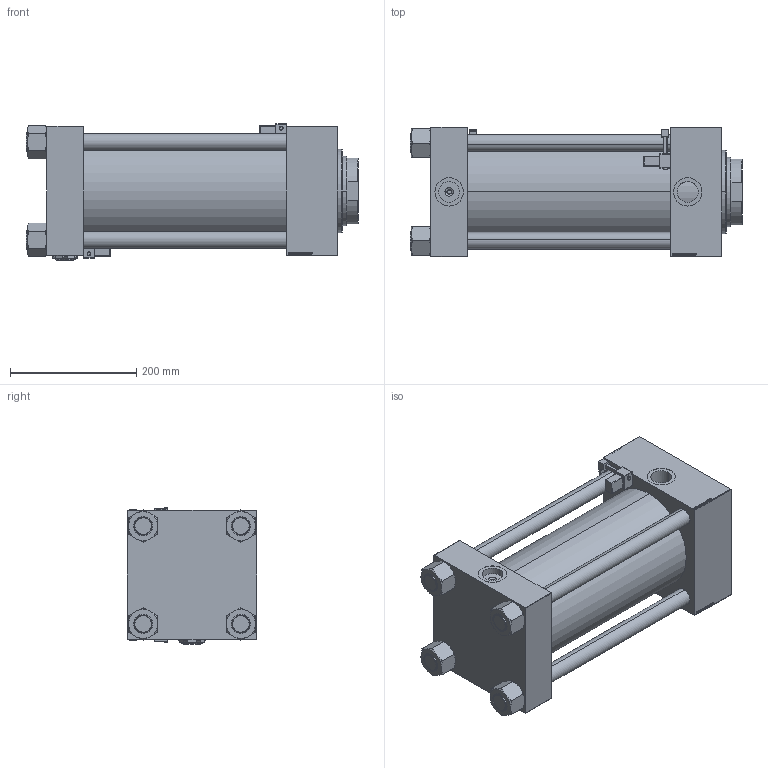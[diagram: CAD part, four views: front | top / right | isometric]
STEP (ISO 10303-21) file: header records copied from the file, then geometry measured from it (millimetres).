
FILE_DESCRIPTION (( 'STEP AP203' ), '1' );
FILE_NAME ('4ed0.STEP', '2022-04-15T22:49:14', ( '' ), ( '' ), 'SwSTEP 2.0', 'SolidWorks 2019', '' );
FILE_SCHEMA (( 'CONFIG_CONTROL_DESIGN' ));
Length unit declared in the file: millimetre
Products named in the file (8): Zatka_pro_OIL_PORT 3e70693a1f8cabd65a1290c9f0f28ca2; V215_VC_A 3e70693a1f8cabd65a1290c9f0f28ca2; V215CR_VCP_C 3e70693a1f8cabd65a1290c9f0f28ca2; NUT_M5_C 3e70693a1f8cabd65a1290c9f0f28ca2; V215CR_C_TYCINKA 3e70693a1f8cabd65a1290c9f0f28ca2; V215CR_MSU 3e70693a1f8cabd65a1290c9f0f28ca2; V215CR_C_Body 3e70693a1f8cabd65a1290c9f0f28ca2; 4ed0
Assembly tree (14 placements, depth 2):
  4ed0
    V215CR_C_Body 3e70693a1f8cabd65a1290c9f0f28ca2
    V215CR_VCP_C 3e70693a1f8cabd65a1290c9f0f28ca2
    NUT_M5_C 3e70693a1f8cabd65a1290c9f0f28ca2  x4
    V215CR_C_TYCINKA 3e70693a1f8cabd65a1290c9f0f28ca2  x4
    V215_VC_A 3e70693a1f8cabd65a1290c9f0f28ca2
    V215CR_MSU 3e70693a1f8cabd65a1290c9f0f28ca2  x2
    Zatka_pro_OIL_PORT 3e70693a1f8cabd65a1290c9f0f28ca2
Bounding box: 526 x 205 x 215.84 mm (x, y, z)
Volume: 10753656.1 mm3; surface area: 1132521.9 mm2
Topology: 14 solids, 14 shells, 1410 faces, 3525 edges, 2249 vertices
Faces by surface type: plane 658, bspline 392, cone 158, cylinder 158, sphere 24, torus 20
Entity records: 54944 total; most frequent: CARTESIAN_POINT 28212, ORIENTED_EDGE 5932, DIRECTION 4034, EDGE_CURVE 2966, VERTEX_POINT 1931, LINE 1748, VECTOR 1748, EDGE_LOOP 1317
